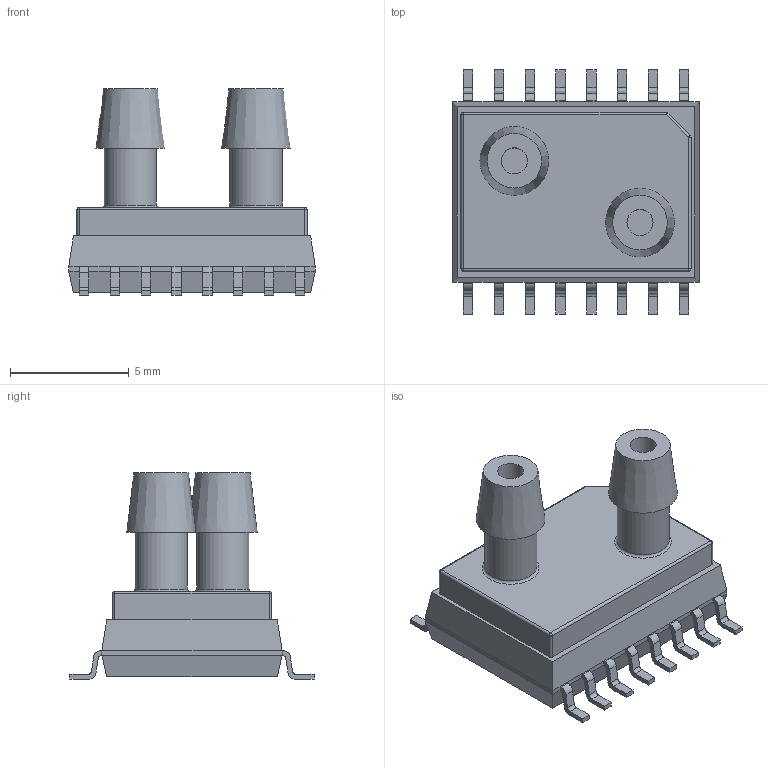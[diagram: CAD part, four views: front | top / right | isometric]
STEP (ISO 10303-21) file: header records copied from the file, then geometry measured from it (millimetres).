
FILE_DESCRIPTION(('FreeCAD Model'),'2;1');
FILE_NAME('DLC-L05D-D4.step','2020-01-27T11:54:46',( 'kicad StepUp'),('ksu MCAD'),'Open CASCADE STEP processor 7.3', 'FreeCAD','Unknown');
FILE_SCHEMA(('AUTOMOTIVE_DESIGN { 1 0 10303 214 1 1 1 1 }'));
Length unit declared in the file: millimetre
Products named in the file (1): DLC-L05D-D4
Bounding box: 10.4 x 10.3 x 8.7 mm (x, y, z)
Volume: 298.1 mm3; surface area: 423 mm2
Topology: 1 solids, 1 shells, 273 faces, 708 edges, 439 vertices
Faces by surface type: plane 186, cylinder 78, sphere 5, torus 2, cone 2
Full cylindrical faces by diameter (mm): 1.1 x2, 2.2 x2
Entity records: 10092 total; most frequent: CARTESIAN_POINT 1418, DIRECTION 1413, ORIENTED_EDGE 1406, EDGE_CURVE 703, LINE 537, VECTOR 537, VERTEX_POINT 439, AXIS2_PLACEMENT_3D 438
